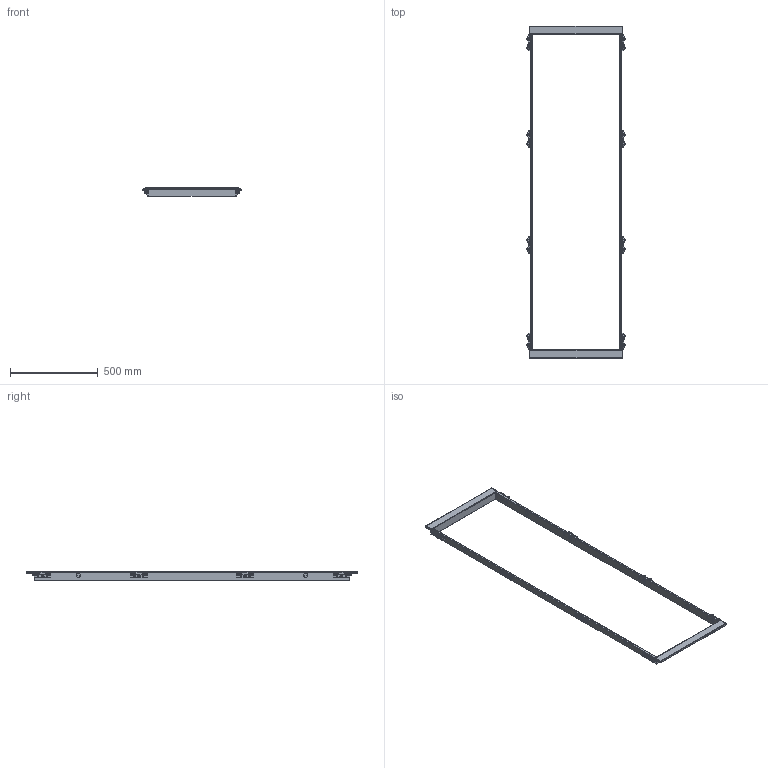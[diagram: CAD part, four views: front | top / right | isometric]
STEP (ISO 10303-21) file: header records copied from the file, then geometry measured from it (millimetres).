
FILE_DESCRIPTION(('STEP AP214'),'1');
FILE_NAME('cctmp_46F3EF7D-432B-4F7A-84C1-9C237A4E23EB_2024_05_06_11_41_18_0196..stp','2024-05-06T09:41:19',('SIEMENS A&D'),('CADClick - www.CADClick.com'),'Spatial InterOp 3D',' ','unknown authorization');
FILE_SCHEMA(('AUTOMOTIVE_DESIGN'));
Length unit declared in the file: millimetre
Products named in the file (41): cc_unnamed; 2024_05_06_11_41_18_0149; 2024_05_06_11_41_18_0110; 2024_05_06_11_41_18_0079; 2024_05_06_11_41_18_0048; 2024_05_06_11_41_18_0016; 2024_05_06_11_41_17_0954; 2024_05_06_11_41_17_0923; 2024_05_06_11_41_17_0891; 2024_05_06_11_41_17_0829; 2024_05_06_11_41_17_0798; 2024_05_06_11_41_17_0766; 2024_05_06_11_41_17_0735; 2024_05_06_11_41_17_0664; 2024_05_06_11_41_17_0633; 2024_05_06_11_41_17_0602; 2024_05_06_11_41_17_0571; 2024_05_06_11_41_17_0508; 2024_05_06_11_41_17_0477; 2024_05_06_11_41_17_0444; 2024_05_06_11_41_17_0413; 2024_05_06_11_41_17_0350; 2024_05_06_11_41_17_0319; 2024_05_06_11_41_17_0288; 2024_05_06_11_41_17_0257; 2024_05_06_11_41_17_0194; 2024_05_06_11_41_17_0163; 2024_05_06_11_41_17_0132; 2024_05_06_11_41_17_0100; 2024_05_06_11_41_17_0038; 2024_05_06_11_41_17_0007; 2024_05_06_11_41_16_0975; 2024_05_06_11_41_16_0944; 2024_05_06_11_41_16_0882; 2024_05_06_11_41_16_0850; 2024_05_06_11_41_16_0819; 2024_05_06_11_41_16_0788; 2024_05_06_11_41_16_0725; 2024_05_06_11_41_16_0694; 2024_05_06_11_41_16_0663 ...
Assembly tree (40 placements, depth 2):
  cc_unnamed
    2024_05_06_11_41_18_0149
    2024_05_06_11_41_18_0110
    2024_05_06_11_41_18_0079
    2024_05_06_11_41_18_0048
    2024_05_06_11_41_18_0016
    2024_05_06_11_41_17_0954
    2024_05_06_11_41_17_0923
    2024_05_06_11_41_17_0891
    2024_05_06_11_41_17_0829
    2024_05_06_11_41_17_0798
    2024_05_06_11_41_17_0766
    2024_05_06_11_41_17_0735
    2024_05_06_11_41_17_0664
    2024_05_06_11_41_17_0633
    2024_05_06_11_41_17_0602
    2024_05_06_11_41_17_0571
    2024_05_06_11_41_17_0508
    2024_05_06_11_41_17_0477
    2024_05_06_11_41_17_0444
    2024_05_06_11_41_17_0413
    2024_05_06_11_41_17_0350
    2024_05_06_11_41_17_0319
    2024_05_06_11_41_17_0288
    2024_05_06_11_41_17_0257
    2024_05_06_11_41_17_0194
    2024_05_06_11_41_17_0163
    2024_05_06_11_41_17_0132
    2024_05_06_11_41_17_0100
    2024_05_06_11_41_17_0038
    2024_05_06_11_41_17_0007
    2024_05_06_11_41_16_0975
    2024_05_06_11_41_16_0944
    2024_05_06_11_41_16_0882
    2024_05_06_11_41_16_0850
    2024_05_06_11_41_16_0819
    2024_05_06_11_41_16_0788
    2024_05_06_11_41_16_0725
    2024_05_06_11_41_16_0694
    2024_05_06_11_41_16_0663
    2024_05_06_11_41_16_0632
Bounding box: 567 x 1897 x 48 mm (x, y, z)
Volume: 648719.5 mm3; surface area: 762729.2 mm2
Topology: 40 solids, 40 shells, 2220 faces, 5788 edges, 3768 vertices
Faces by surface type: plane 1088, cylinder 956, cone 176
Entity records: 91566 total; most frequent: CARTESIAN_POINT 16025, DIRECTION 12286, ORIENTED_EDGE 11576, EDGE_CURVE 5788, AXIS2_PLACEMENT_3D 4445, VERTEX_POINT 3768, LINE 3396, VECTOR 3396
